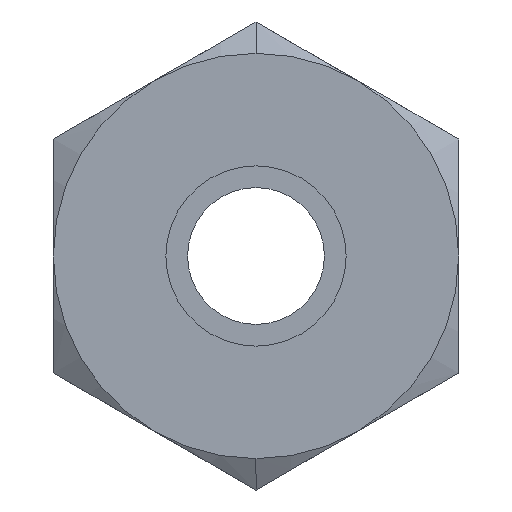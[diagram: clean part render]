
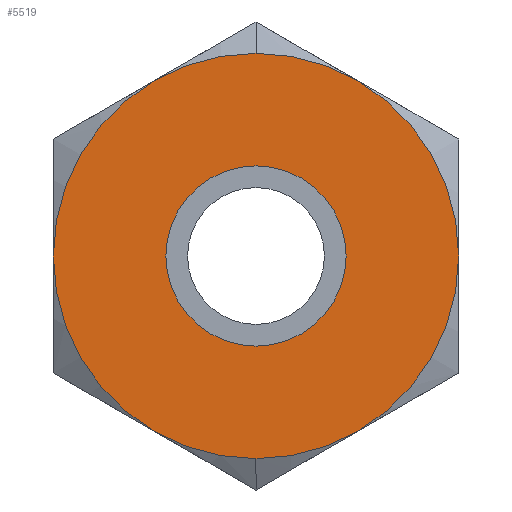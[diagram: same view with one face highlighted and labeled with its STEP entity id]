
A CAD part, left-side view. The second image highlights one B-rep face of the part: STEP entity #5519.
In plain terms, the highlighted planar face has unit normal (-1, 0, 0).
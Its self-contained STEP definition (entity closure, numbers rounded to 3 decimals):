
#114 = DIRECTION ( 'NONE',  ( 0., 0., -1. ) ) ;
#493 = CARTESIAN_POINT ( 'NONE',  ( 0., 0., 0. ) ) ;
#1023 = FACE_BOUND ( 'NONE', #3638, .T. ) ;
#1132 = CARTESIAN_POINT ( 'NONE',  ( 0., 0., 3.57 ) ) ;
#1437 = ORIENTED_EDGE ( 'NONE', *, *, #5902, .T. ) ;
#1486 = VERTEX_POINT ( 'NONE', #3197 ) ;
#1719 = EDGE_CURVE ( 'NONE', #2825, #1486, #2667, .T. ) ;
#1878 = ORIENTED_EDGE ( 'NONE', *, *, #1719, .F. ) ;
#2249 = DIRECTION ( 'NONE',  ( 1., 0., 0. ) ) ;
#2285 = CIRCLE ( 'NONE', #6297, 7.14 ) ;
#2667 = CIRCLE ( 'NONE', #2783, 7.14 ) ;
#2775 = CARTESIAN_POINT ( 'NONE',  ( 0., 0., 0. ) ) ;
#2776 = DIRECTION ( 'NONE',  ( 0., 0., 1. ) ) ;
#2783 = AXIS2_PLACEMENT_3D ( 'NONE', #2775, #2249, #5574 ) ;
#2825 = VERTEX_POINT ( 'NONE', #3327 ) ;
#2885 = CARTESIAN_POINT ( 'NONE',  ( 0., 0., -3.175 ) ) ;
#3059 = AXIS2_PLACEMENT_3D ( 'NONE', #6919, #5184, #114 ) ;
#3197 = CARTESIAN_POINT ( 'NONE',  ( 0., 0., 7.14 ) ) ;
#3327 = CARTESIAN_POINT ( 'NONE',  ( 0., 0., -7.14 ) ) ;
#3561 = ORIENTED_EDGE ( 'NONE', *, *, #4445, .T. ) ;
#3638 = EDGE_LOOP ( 'NONE', ( #3561, #1437 ) ) ;
#3659 = CIRCLE ( 'NONE', #3059, 3.175 ) ;
#3960 = FACE_OUTER_BOUND ( 'NONE', #7234, .T. ) ;
#4443 = DIRECTION ( 'NONE',  ( -1., 0., 0. ) ) ;
#4445 = EDGE_CURVE ( 'NONE', #6579, #4829, #3659, .T. ) ;
#4829 = VERTEX_POINT ( 'NONE', #5196 ) ;
#5184 = DIRECTION ( 'NONE',  ( 1., 0., 0. ) ) ;
#5196 = CARTESIAN_POINT ( 'NONE',  ( 0., 0., 3.175 ) ) ;
#5306 = AXIS2_PLACEMENT_3D ( 'NONE', #1132, #4443, #2776 ) ;
#5519 = ADVANCED_FACE ( 'NONE', ( #1023, #3960 ), #6206, .T. ) ;
#5574 = DIRECTION ( 'NONE',  ( 0., 0., -1. ) ) ;
#5671 = DIRECTION ( 'NONE',  ( 0., 0., 1. ) ) ;
#5899 = CIRCLE ( 'NONE', #6832, 3.175 ) ;
#5902 = EDGE_CURVE ( 'NONE', #4829, #6579, #5899, .T. ) ;
#6206 = PLANE ( 'NONE',  #5306 ) ;
#6297 = AXIS2_PLACEMENT_3D ( 'NONE', #493, #6676, #5671 ) ;
#6305 = DIRECTION ( 'NONE',  ( 1., 0., 0. ) ) ;
#6346 = CARTESIAN_POINT ( 'NONE',  ( 0., 0., 0. ) ) ;
#6421 = DIRECTION ( 'NONE',  ( 0., 0., 1. ) ) ;
#6518 = ORIENTED_EDGE ( 'NONE', *, *, #7182, .F. ) ;
#6579 = VERTEX_POINT ( 'NONE', #2885 ) ;
#6676 = DIRECTION ( 'NONE',  ( 1., 0., 0. ) ) ;
#6832 = AXIS2_PLACEMENT_3D ( 'NONE', #6346, #6305, #6421 ) ;
#6919 = CARTESIAN_POINT ( 'NONE',  ( 0., 0., 0. ) ) ;
#7182 = EDGE_CURVE ( 'NONE', #1486, #2825, #2285, .T. ) ;
#7234 = EDGE_LOOP ( 'NONE', ( #6518, #1878 ) ) ;
